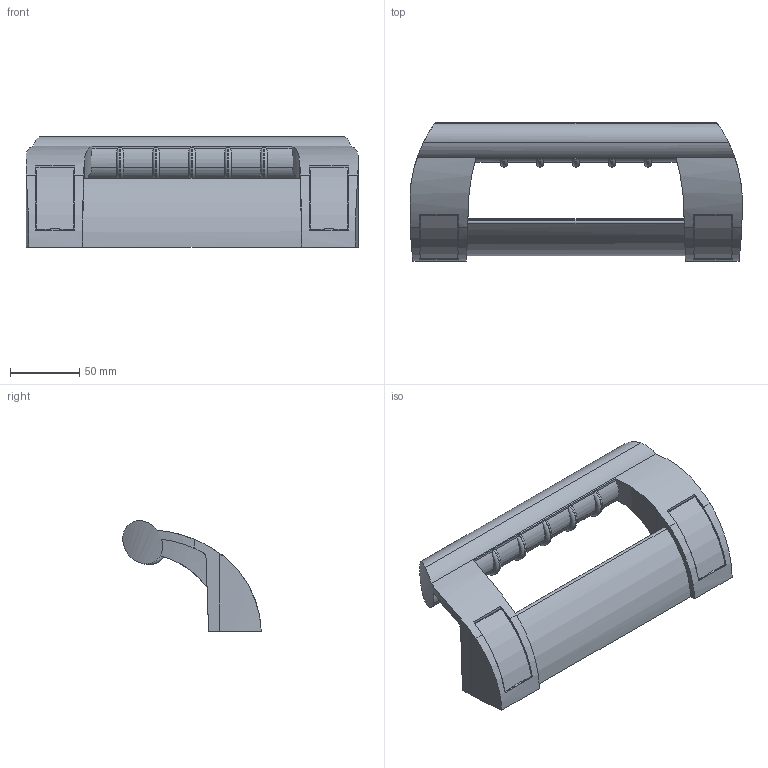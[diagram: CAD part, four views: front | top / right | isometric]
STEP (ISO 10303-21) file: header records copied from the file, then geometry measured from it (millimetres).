
FILE_DESCRIPTION(/* description */ ('STEP AP214'),/* implementation_level */ '2;1');
FILE_NAME(/* name */ '092008',/* time_stamp */ '2023-02-15T11:24:21+01:00',/* author */ ('License CC BY-ND 4.0'),/* organization */ ('CADENAS'),/* preprocessor_version */ 'ST-DEVELOPER v18.102',/* originating_system */ 'PARTsolutions',/* authorisation */ ' ');
FILE_SCHEMA (('AUTOMOTIVE_DESIGN {1 0 10303 214 3 1 1}'));
Length unit declared in the file: millimetre
Products named in the file (3): 092008; 092008_cover_cap; 092008_body
Assembly tree (3 placements, depth 2):
  092008
    092008_cover_cap  x2
    092008_body
Bounding box: 240 x 100 x 80 mm (x, y, z)
Volume: 308428.9 mm3; surface area: 92685.8 mm2
Topology: 3 solids, 3 shells, 262 faces, 766 edges, 506 vertices
Faces by surface type: plane 146, cylinder 102, torus 14
Full cylindrical faces by diameter (mm): 8.8 x2
Entity records: 7678 total; most frequent: CARTESIAN_POINT 1776, ORIENTED_EDGE 1282, DIRECTION 1169, EDGE_CURVE 641, VERTEX_POINT 426, AXIS2_PLACEMENT_3D 397, LINE 375, VECTOR 375
